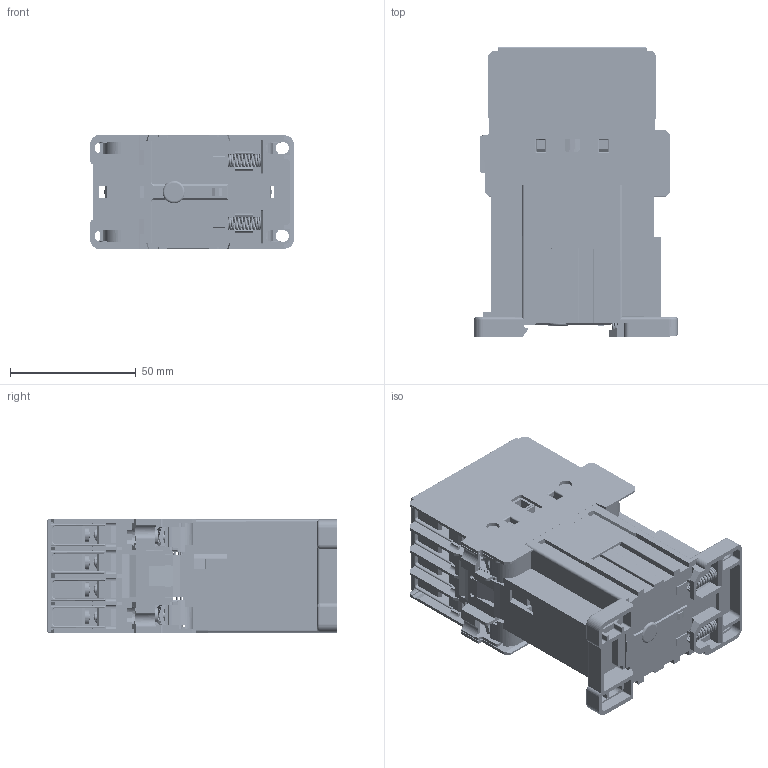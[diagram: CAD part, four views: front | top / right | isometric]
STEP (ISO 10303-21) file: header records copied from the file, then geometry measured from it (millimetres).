
FILE_DESCRIPTION((''),'2;1');
FILE_NAME('12C10212H01.stp','2015-05-22T14:11:49',('rshanor'),(''),'Autodesk Inventor 2013','Autodesk Inventor 2013','');
FILE_SCHEMA(('AUTOMOTIVE_DESIGN { 1 2 10303 214 0 1 1 1 }'));
Length unit declared in the file: millimetre
Products named in the file (1): 12C10212H01
Bounding box: 81 x 115.23 x 45 mm (x, y, z)
Volume: 124084.9 mm3; surface area: 163116.3 mm2
Topology: 7 solids, 19 shells, 7321 faces, 21322 edges, 13804 vertices
Faces by surface type: plane 5359, cylinder 1083, bspline 688, cone 107, torus 66, sphere 18
Full cylindrical faces by diameter (mm): 1.586 x4, 1.587 x2, 2 x9, 2.2 x9, 2.3 x16, 2.335 x3, 2.55 x16, 2.85 x8, 3 x8, 3.15 x18, 3.4 x8, 4.2 x1, 4.3 x8, 4.5 x4, 5 x14, 5.25 x4, 5.75 x12, 6.7 x8, 7.15 x8
Entity records: 267595 total; most frequent: CARTESIAN_POINT 69542, ORIENTED_EDGE 42184, DIRECTION 36010, EDGE_CURVE 21092, VECTOR 16262, LINE 16262, VERTEX_POINT 13711, AXIS2_PLACEMENT_3D 9874
